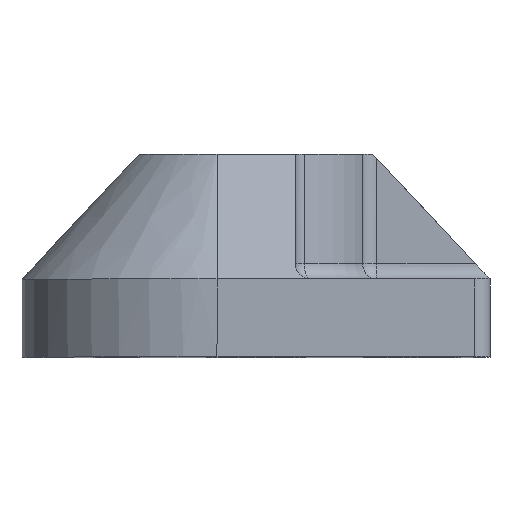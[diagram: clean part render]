
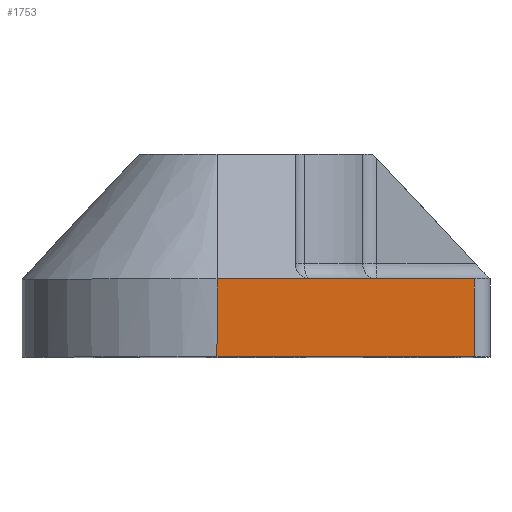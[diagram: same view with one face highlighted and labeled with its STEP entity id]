
A CAD part, top view. The second image highlights one B-rep face of the part: STEP entity #1753.
In plain terms, the highlighted planar face has unit normal (0, 0, 1).
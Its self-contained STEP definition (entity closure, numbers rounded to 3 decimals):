
#173 = DIRECTION ( 'NONE',  ( 0., 0., -1. ) ) ;
#254 = LINE ( 'NONE', #1523, #1331 ) ;
#262 = DIRECTION ( 'NONE',  ( 0., 1., 0. ) ) ;
#280 = VERTEX_POINT ( 'NONE', #920 ) ;
#316 = EDGE_CURVE ( 'NONE', #1125, #493, #1416, .T. ) ;
#368 = EDGE_CURVE ( 'NONE', #493, #420, #527, .T. ) ;
#420 = VERTEX_POINT ( 'NONE', #1006 ) ;
#443 = CARTESIAN_POINT ( 'NONE',  ( -15., 5., 15. ) ) ;
#493 = VERTEX_POINT ( 'NONE', #577 ) ;
#527 = LINE ( 'NONE', #1075, #576 ) ;
#530 = LINE ( 'NONE', #1648, #921 ) ;
#536 = ORIENTED_EDGE ( 'NONE', *, *, #368, .T. ) ;
#576 = VECTOR ( 'NONE', #1631, 1000. ) ;
#577 = CARTESIAN_POINT ( 'NONE',  ( -2.5, 0., 15. ) ) ;
#631 = DIRECTION ( 'NONE',  ( 0., -1., 0. ) ) ;
#633 = ORIENTED_EDGE ( 'NONE', *, *, #1169, .F. ) ;
#682 = PLANE ( 'NONE',  #1140 ) ;
#694 = DIRECTION ( 'NONE',  ( 1., 0., 0. ) ) ;
#717 = ORIENTED_EDGE ( 'NONE', *, *, #316, .T. ) ;
#741 = DIRECTION ( 'NONE',  ( 1., 0., 0. ) ) ;
#871 = ORIENTED_EDGE ( 'NONE', *, *, #1294, .F. ) ;
#920 = CARTESIAN_POINT ( 'NONE',  ( 14., 5., 15. ) ) ;
#921 = VECTOR ( 'NONE', #694, 1000. ) ;
#952 = CARTESIAN_POINT ( 'NONE',  ( 3.5, 5., 15. ) ) ;
#982 = ORIENTED_EDGE ( 'NONE', *, *, #1077, .T. ) ;
#1006 = CARTESIAN_POINT ( 'NONE',  ( 14., 0., 15. ) ) ;
#1075 = CARTESIAN_POINT ( 'NONE',  ( -15., 0., 15. ) ) ;
#1077 = EDGE_CURVE ( 'NONE', #420, #280, #254, .T. ) ;
#1125 = VERTEX_POINT ( 'NONE', #1780 ) ;
#1140 = AXIS2_PLACEMENT_3D ( 'NONE', #443, #173, #1142 ) ;
#1142 = DIRECTION ( 'NONE',  ( -1., 0., 0. ) ) ;
#1169 = EDGE_CURVE ( 'NONE', #1125, #1486, #530, .T. ) ;
#1289 = CARTESIAN_POINT ( 'NONE',  ( -15., 5., 15. ) ) ;
#1294 = EDGE_CURVE ( 'NONE', #1486, #280, #1694, .T. ) ;
#1331 = VECTOR ( 'NONE', #262, 1000. ) ;
#1416 = LINE ( 'NONE', #1761, #1712 ) ;
#1486 = VERTEX_POINT ( 'NONE', #952 ) ;
#1523 = CARTESIAN_POINT ( 'NONE',  ( 14., 5., 15. ) ) ;
#1631 = DIRECTION ( 'NONE',  ( 1., 0., 0. ) ) ;
#1646 = VECTOR ( 'NONE', #741, 1000. ) ;
#1648 = CARTESIAN_POINT ( 'NONE',  ( 0., 5., 15. ) ) ;
#1666 = EDGE_LOOP ( 'NONE', ( #536, #982, #871, #633, #717 ) ) ;
#1693 = FACE_OUTER_BOUND ( 'NONE', #1666, .T. ) ;
#1694 = LINE ( 'NONE', #1289, #1646 ) ;
#1712 = VECTOR ( 'NONE', #631, 1000. ) ;
#1753 = ADVANCED_FACE ( 'NONE', ( #1693 ), #682, .F. ) ;
#1761 = CARTESIAN_POINT ( 'NONE',  ( -2.5, 5., 15. ) ) ;
#1780 = CARTESIAN_POINT ( 'NONE',  ( -2.5, 5., 15. ) ) ;
